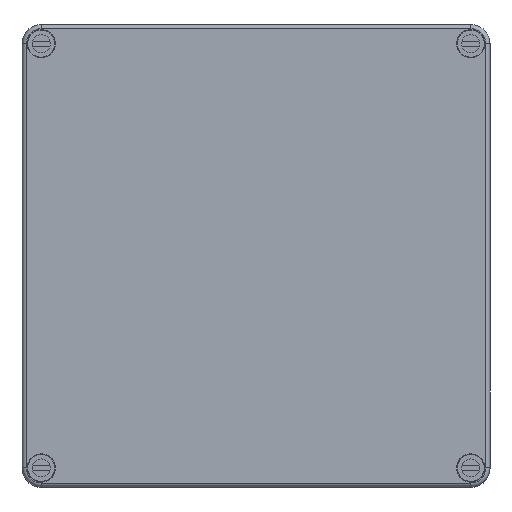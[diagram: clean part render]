
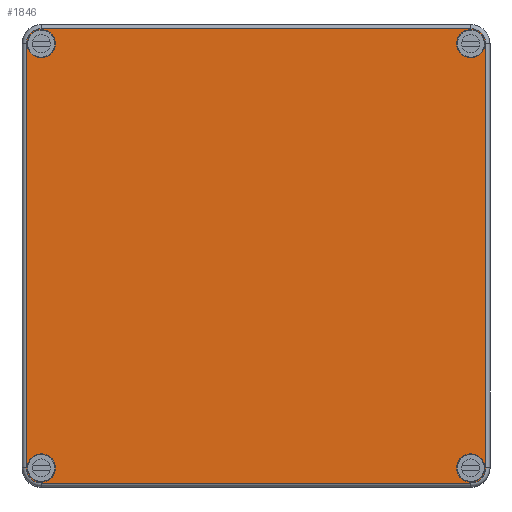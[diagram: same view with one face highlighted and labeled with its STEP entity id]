
A CAD part, top view. The second image highlights one B-rep face of the part: STEP entity #1846.
In plain terms, the highlighted planar face has unit normal (0, 0, 1).
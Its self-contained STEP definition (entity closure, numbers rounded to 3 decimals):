
#1846 = ADVANCED_FACE( '', ( #3861, #3862, #3863, #3864, #3865 ), #3866, .F. );
#3861 = FACE_BOUND( '', #5875, .T. );
#3862 = FACE_BOUND( '', #5876, .T. );
#3863 = FACE_BOUND( '', #5877, .T. );
#3864 = FACE_BOUND( '', #5878, .T. );
#3865 = FACE_OUTER_BOUND( '', #5879, .T. );
#3866 = PLANE( '', #5880 );
#5875 = EDGE_LOOP( '', ( #10787 ) );
#5876 = EDGE_LOOP( '', ( #10788 ) );
#5877 = EDGE_LOOP( '', ( #10789 ) );
#5878 = EDGE_LOOP( '', ( #10790 ) );
#5879 = EDGE_LOOP( '', ( #10791, #10792, #10793, #10794, #10795, #10796, #10797, #10798 ) );
#5880 = AXIS2_PLACEMENT_3D( '', #10799, #10800, #10801 );
#10787 = ORIENTED_EDGE( '', *, *, #11014, .F. );
#10788 = ORIENTED_EDGE( '', *, *, #11397, .F. );
#10789 = ORIENTED_EDGE( '', *, *, #11126, .F. );
#10790 = ORIENTED_EDGE( '', *, *, #12603, .F. );
#10791 = ORIENTED_EDGE( '', *, *, #12745, .T. );
#10792 = ORIENTED_EDGE( '', *, *, #12847, .F. );
#10793 = ORIENTED_EDGE( '', *, *, #12685, .T. );
#10794 = ORIENTED_EDGE( '', *, *, #12723, .T. );
#10795 = ORIENTED_EDGE( '', *, *, #12762, .F. );
#10796 = ORIENTED_EDGE( '', *, *, #12815, .T. );
#10797 = ORIENTED_EDGE( '', *, *, #11042, .F. );
#10798 = ORIENTED_EDGE( '', *, *, #11490, .F. );
#10799 = CARTESIAN_POINT( '', ( -89.356, 82.5, 18. ) );
#10800 = DIRECTION( '', ( 0., 0., -1. ) );
#10801 = DIRECTION( '', ( -1., 0., 0. ) );
#11014 = EDGE_CURVE( '', #12966, #12966, #12967, .T. );
#11042 = EDGE_CURVE( '', #13015, #13017, #13018, .T. );
#11126 = EDGE_CURVE( '', #13166, #13166, #13167, .T. );
#11397 = EDGE_CURVE( '', #13645, #13645, #13646, .T. );
#11490 = EDGE_CURVE( '', #13792, #13015, #13794, .T. );
#12603 = EDGE_CURVE( '', #15410, #15410, #15411, .T. );
#12685 = EDGE_CURVE( '', #15511, #15512, #15513, .T. );
#12723 = EDGE_CURVE( '', #15512, #15557, #15559, .T. );
#12745 = EDGE_CURVE( '', #13792, #15583, #15584, .T. );
#12762 = EDGE_CURVE( '', #15603, #15557, #15605, .T. );
#12815 = EDGE_CURVE( '', #15603, #13017, #15660, .T. );
#12847 = EDGE_CURVE( '', #15511, #15583, #15693, .T. );
#12966 = VERTEX_POINT( '', #15846 );
#12967 = CIRCLE( '', #15847, 5.5 );
#13015 = VERTEX_POINT( '', #15904 );
#13017 = VERTEX_POINT( '', #15906 );
#13018 = CIRCLE( '', #15907, 5.856 );
#13166 = VERTEX_POINT( '', #16094 );
#13167 = CIRCLE( '', #16095, 5.5 );
#13645 = VERTEX_POINT( '', #16776 );
#13646 = CIRCLE( '', #16777, 5.5 );
#13792 = VERTEX_POINT( '', #16992 );
#13794 = LINE( '', #16994, #16995 );
#15410 = VERTEX_POINT( '', #19144 );
#15411 = CIRCLE( '', #19145, 5.5 );
#15511 = VERTEX_POINT( '', #19265 );
#15512 = VERTEX_POINT( '', #19266 );
#15513 = CIRCLE( '', #19267, 5.856 );
#15557 = VERTEX_POINT( '', #19325 );
#15559 = LINE( '', #19327, #19328 );
#15583 = VERTEX_POINT( '', #19357 );
#15584 = CIRCLE( '', #19358, 5.856 );
#15603 = VERTEX_POINT( '', #19380 );
#15605 = CIRCLE( '', #19382, 5.856 );
#15660 = LINE( '', #19446, #19447 );
#15693 = LINE( '', #19483, #19484 );
#15846 = CARTESIAN_POINT( '', ( -78., -82.5, 18. ) );
#15847 = AXIS2_PLACEMENT_3D( '', #19566, #19567, #19568 );
#15904 = CARTESIAN_POINT( '', ( -83.5, -88.356, 18. ) );
#15906 = CARTESIAN_POINT( '', ( -89.356, -82.5, 18. ) );
#15907 = AXIS2_PLACEMENT_3D( '', #19617, #19618, #19619 );
#16094 = CARTESIAN_POINT( '', ( -78., 82.5, 18. ) );
#16095 = AXIS2_PLACEMENT_3D( '', #19740, #19741, #19742 );
#16776 = CARTESIAN_POINT( '', ( 89., -82.5, 18. ) );
#16777 = AXIS2_PLACEMENT_3D( '', #20115, #20116, #20117 );
#16992 = CARTESIAN_POINT( '', ( 83.5, -88.356, 18. ) );
#16994 = CARTESIAN_POINT( '', ( 83.5, -88.356, 18. ) );
#16995 = VECTOR( '', #20247, 1000. );
#19144 = CARTESIAN_POINT( '', ( 89., 82.5, 18. ) );
#19145 = AXIS2_PLACEMENT_3D( '', #21580, #21581, #21582 );
#19265 = CARTESIAN_POINT( '', ( 89.356, 82.5, 18. ) );
#19266 = CARTESIAN_POINT( '', ( 83.5, 88.356, 18. ) );
#19267 = AXIS2_PLACEMENT_3D( '', #21657, #21658, #21659 );
#19325 = CARTESIAN_POINT( '', ( -83.5, 88.356, 18. ) );
#19327 = CARTESIAN_POINT( '', ( 83.5, 88.356, 18. ) );
#19328 = VECTOR( '', #21722, 1000. );
#19357 = CARTESIAN_POINT( '', ( 89.356, -82.5, 18. ) );
#19358 = AXIS2_PLACEMENT_3D( '', #21740, #21741, #21742 );
#19380 = CARTESIAN_POINT( '', ( -89.356, 82.5, 18. ) );
#19382 = AXIS2_PLACEMENT_3D( '', #21761, #21762, #21763 );
#19446 = CARTESIAN_POINT( '', ( -89.356, 82.5, 18. ) );
#19447 = VECTOR( '', #21785, 1000. );
#19483 = CARTESIAN_POINT( '', ( 89.356, 82.5, 18. ) );
#19484 = VECTOR( '', #21795, 1000. );
#19566 = CARTESIAN_POINT( '', ( -83.5, -82.5, 18. ) );
#19567 = DIRECTION( '', ( 0., 0., 1. ) );
#19568 = DIRECTION( '', ( 1., 0., 0. ) );
#19617 = CARTESIAN_POINT( '', ( -83.5, -82.5, 18. ) );
#19618 = DIRECTION( '', ( 0., 0., -1. ) );
#19619 = DIRECTION( '', ( -1., 0., 0. ) );
#19740 = CARTESIAN_POINT( '', ( -83.5, 82.5, 18. ) );
#19741 = DIRECTION( '', ( 0., 0., 1. ) );
#19742 = DIRECTION( '', ( 1., 0., 0. ) );
#20115 = CARTESIAN_POINT( '', ( 83.5, -82.5, 18. ) );
#20116 = DIRECTION( '', ( 0., 0., 1. ) );
#20117 = DIRECTION( '', ( 1., 0., 0. ) );
#20247 = DIRECTION( '', ( -1., 0., 0. ) );
#21580 = CARTESIAN_POINT( '', ( 83.5, 82.5, 18. ) );
#21581 = DIRECTION( '', ( 0., 0., 1. ) );
#21582 = DIRECTION( '', ( 1., 0., 0. ) );
#21657 = CARTESIAN_POINT( '', ( 83.5, 82.5, 18. ) );
#21658 = DIRECTION( '', ( 0., 0., 1. ) );
#21659 = DIRECTION( '', ( 1., 0., 0. ) );
#21722 = DIRECTION( '', ( -1., 0., 0. ) );
#21740 = CARTESIAN_POINT( '', ( 83.5, -82.5, 18. ) );
#21741 = DIRECTION( '', ( 0., 0., 1. ) );
#21742 = DIRECTION( '', ( 1., 0., 0. ) );
#21761 = CARTESIAN_POINT( '', ( -83.5, 82.5, 18. ) );
#21762 = DIRECTION( '', ( 0., 0., -1. ) );
#21763 = DIRECTION( '', ( -1., 0., 0. ) );
#21785 = DIRECTION( '', ( 0., -1., 0. ) );
#21795 = DIRECTION( '', ( 0., -1., 0. ) );
